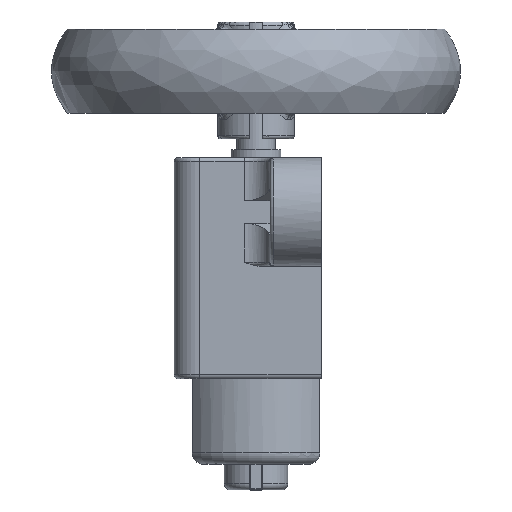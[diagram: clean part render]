
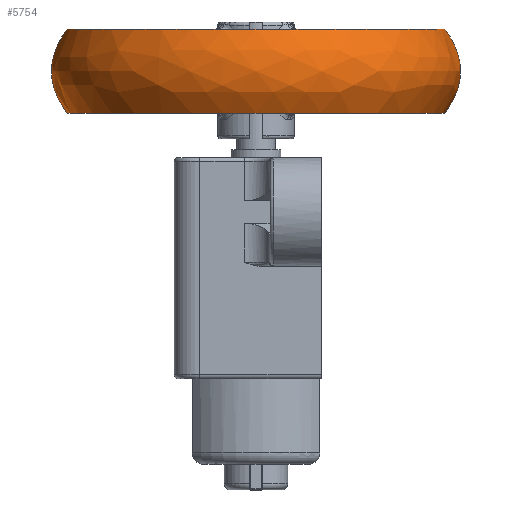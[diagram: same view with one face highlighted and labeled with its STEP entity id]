
A CAD part, left-side view. The second image highlights one B-rep face of the part: STEP entity #5754.
In plain terms, the highlighted free-form (B-spline) face has degree [2, 3] with [3, 4] control points.
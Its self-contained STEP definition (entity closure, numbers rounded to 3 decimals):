
#237 = ORIENTED_EDGE ( 'NONE', *, *, #2367, .F. ) ;
#438 = CARTESIAN_POINT ( 'NONE',  ( -14.771, 0., -3.3 ) ) ;
#531 = EDGE_CURVE ( 'NONE', #2052, #9166, #5791, .T. ) ;
#1135 = AXIS2_PLACEMENT_3D ( 'NONE', #1190, #6382, #4643 ) ;
#1190 = CARTESIAN_POINT ( 'NONE',  ( 0., 0., 3.3 ) ) ;
#1251 = CARTESIAN_POINT ( 'NONE',  ( 14.771, 29.542, 3.3 ) ) ;
#1291 = CARTESIAN_POINT ( 'NONE',  ( -14.771, 0., 3.3 ) ) ;
#1329 = CARTESIAN_POINT ( 'NONE',  ( -14.771, 29.542, -3.3 ) ) ;
#1395 = CARTESIAN_POINT ( 'NONE',  ( 14.771, 0., -3.3 ) ) ;
#1538 = CARTESIAN_POINT ( 'NONE',  ( -14.771, 0., 3.3 ) ) ;
#1732 = B_SPLINE_CURVE_WITH_KNOTS ( 'NONE', 2,
 ( #1538, #11001, #10052 ),
 .UNSPECIFIED., .F., .F.,
 ( 3, 3 ),
 ( 0., 1. ),
 .UNSPECIFIED. ) ;
#2052 = VERTEX_POINT ( 'NONE', #3810 ) ;
#2126 = CARTESIAN_POINT ( 'NONE',  ( -17.229, 0., 0. ) ) ;
#2367 = EDGE_CURVE ( 'NONE', #10357, #4816, #1732, .T. ) ;
#2527 = CARTESIAN_POINT ( 'NONE',  ( 17.229, 0., 0. ) ) ;
#2703 = AXIS2_PLACEMENT_3D ( 'NONE', #10767, #8231, #2986 ) ;
#2889 = CARTESIAN_POINT ( 'NONE',  ( -14.771, 0., 3.3 ) ) ;
#2958 = CARTESIAN_POINT ( 'NONE',  ( -17.229, 34.458, 0. ) ) ;
#2986 = DIRECTION ( 'NONE',  ( -1., 0., 0. ) ) ;
#3135 = ORIENTED_EDGE ( 'NONE', *, *, #8297, .T. ) ;
#3504 = FACE_OUTER_BOUND ( 'NONE', #8258, .T. ) ;
#3810 = CARTESIAN_POINT ( 'NONE',  ( 14.771, 0., 3.3 ) ) ;
#4439 = CARTESIAN_POINT ( 'NONE',  ( -14.771, 0., -3.3 ) ) ;
#4643 = DIRECTION ( 'NONE',  ( -1., 0., 0. ) ) ;
#4816 = VERTEX_POINT ( 'NONE', #4439 ) ;
#5070 = CARTESIAN_POINT ( 'NONE',  ( 14.771, 0., -3.3 ) ) ;
#5509 = CARTESIAN_POINT ( 'NONE',  ( 17.229, 0., 0. ) ) ;
#5754 = ADVANCED_FACE ( 'NONE', ( #3504 ), #9521, .F. ) ;
#5791 = B_SPLINE_CURVE_WITH_KNOTS ( 'NONE', 2,
 ( #6731, #2527, #9336 ),
 .UNSPECIFIED., .F., .F.,
 ( 3, 3 ),
 ( 0., 1. ),
 .UNSPECIFIED. ) ;
#6382 = DIRECTION ( 'NONE',  ( 0., 0., -1. ) ) ;
#6731 = CARTESIAN_POINT ( 'NONE',  ( 14.771, 0., 3.3 ) ) ;
#7269 = CARTESIAN_POINT ( 'NONE',  ( 14.771, 29.542, -3.3 ) ) ;
#7792 = EDGE_CURVE ( 'NONE', #4816, #9166, #10885, .T. ) ;
#8231 = DIRECTION ( 'NONE',  ( 0., 0., -1. ) ) ;
#8258 = EDGE_LOOP ( 'NONE', ( #237, #3135, #10469, #9760 ) ) ;
#8297 = EDGE_CURVE ( 'NONE', #10357, #2052, #10051, .T. ) ;
#9166 = VERTEX_POINT ( 'NONE', #5070 ) ;
#9336 = CARTESIAN_POINT ( 'NONE',  ( 14.771, 0., -3.3 ) ) ;
#9521 =( BOUNDED_SURFACE ( )  B_SPLINE_SURFACE ( 2, 3, ( 
 ( #1291, #10695, #1251, #9724 ),
 ( #2126, #2958, #9800, #5509 ),
 ( #438, #1329, #7269, #1395 ) ),
 .UNSPECIFIED., .F., .F., .F. ) 
 B_SPLINE_SURFACE_WITH_KNOTS ( ( 3, 3 ),
 ( 4, 4 ),
 ( 0., 1. ),
 ( 0., 1. ),
 .UNSPECIFIED. ) 
 GEOMETRIC_REPRESENTATION_ITEM ( )  RATIONAL_B_SPLINE_SURFACE ( (
 ( 1., 0.333, 0.333, 1.),
 ( 1., 0.333, 0.333, 1.),
 ( 1., 0.333, 0.333, 1.) ) ) 
 REPRESENTATION_ITEM ( '' )  SURFACE ( )  );
#9724 = CARTESIAN_POINT ( 'NONE',  ( 14.771, 0., 3.3 ) ) ;
#9760 = ORIENTED_EDGE ( 'NONE', *, *, #7792, .F. ) ;
#9800 = CARTESIAN_POINT ( 'NONE',  ( 17.229, 34.458, 0. ) ) ;
#10051 = CIRCLE ( 'NONE', #1135, 14.771 ) ;
#10052 = CARTESIAN_POINT ( 'NONE',  ( -14.771, 0., -3.3 ) ) ;
#10357 = VERTEX_POINT ( 'NONE', #2889 ) ;
#10469 = ORIENTED_EDGE ( 'NONE', *, *, #531, .T. ) ;
#10695 = CARTESIAN_POINT ( 'NONE',  ( -14.771, 29.542, 3.3 ) ) ;
#10767 = CARTESIAN_POINT ( 'NONE',  ( 0., 0., -3.3 ) ) ;
#10885 = CIRCLE ( 'NONE', #2703, 14.771 ) ;
#11001 = CARTESIAN_POINT ( 'NONE',  ( -17.229, 0., 0. ) ) ;
